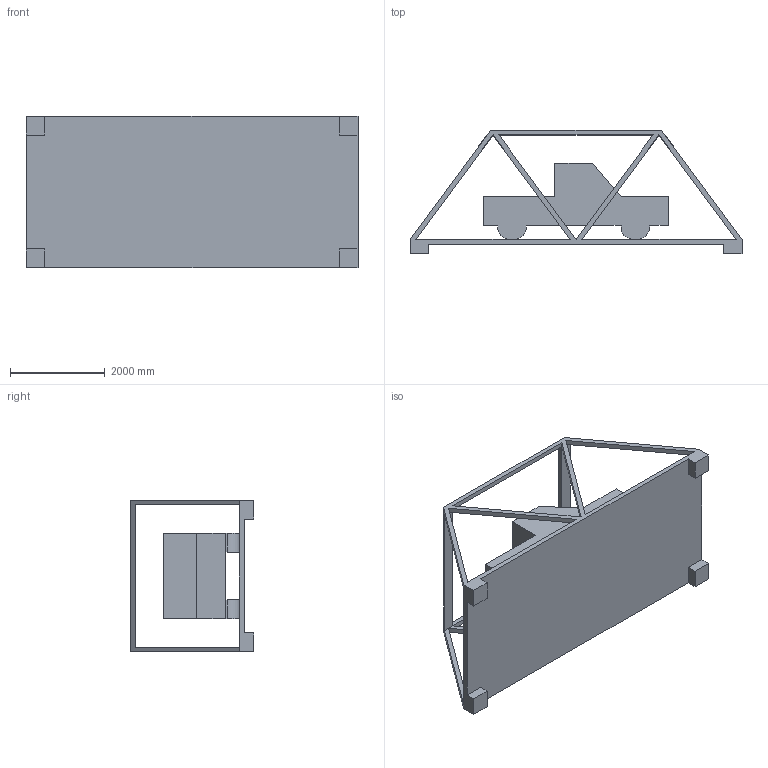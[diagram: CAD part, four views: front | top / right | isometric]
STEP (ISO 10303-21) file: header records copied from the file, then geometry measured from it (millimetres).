
FILE_DESCRIPTION(/* description */ (''),/* implementation_level */ '2;1');
FILE_NAME(/* name */ 'all.stp',/* time_stamp */ '2020-01-31T11:59:10+01:00',/* author */ ('tguillod'),/* organization */ (''),/* preprocessor_version */ 'ST-DEVELOPER v17',/* originating_system */ 'Autodesk Inventor 2019',/* authorisation */ '');
FILE_SCHEMA (('AUTOMOTIVE_DESIGN { 1 0 10303 214 3 1 1 }'));
Length unit declared in the file: millimetre
Products named in the file (3): all; bridge; car
Assembly tree (2 placements, depth 2):
  all
    bridge
    car
Bounding box: 7000 x 2600 x 3200 mm (x, y, z)
Volume: 8626926156.2 mm3; surface area: 89535807.8 mm2
Topology: 2 solids, 2 shells, 83 faces, 236 edges, 148 vertices
Faces by surface type: plane 75, cylinder 8
Entity records: 2764 total; most frequent: ORIENTED_EDGE 472, CARTESIAN_POINT 472, DIRECTION 428, EDGE_CURVE 236, LINE 220, VECTOR 220, VERTEX_POINT 148, AXIS2_PLACEMENT_3D 104
